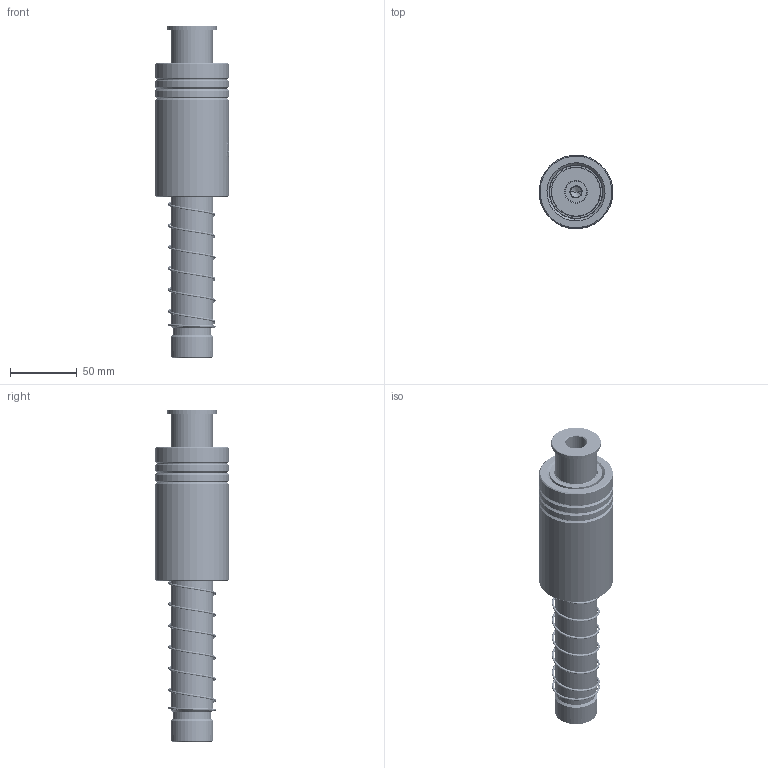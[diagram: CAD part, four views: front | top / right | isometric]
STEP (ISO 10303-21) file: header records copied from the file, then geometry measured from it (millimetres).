
FILE_DESCRIPTION (( 'STEP AP214' ), '1' );
FILE_NAME ('EKSH EKJH-D32-L220(BL-100).STEP', '2021-09-24T09:27:32', ( '' ), ( '' ), 'SwSTEP 2.0', 'SolidWorks 2016', '' );
FILE_SCHEMA (( 'AUTOMOTIVE_DESIGN' ));
Length unit declared in the file: millimetre
Products named in the file (365): BALL-D4; GTK-D37-d31; BSH-39.5-32.5-L90; EKSH EKJH-D32-L220(BL-100); BSH-D39.5-32.5-L90郪蚾; TBB-D55-d40-L100; HWP-D35.7-d32.5-L100; MGK-D32-L220
Assembly tree (359 placements, depth 3):
  BALL-D4
  BALL-D4
  BALL-D4
  BALL-D4
  BALL-D4
Bounding box: 54.98 x 54.95 x 248 mm (x, y, z)
Volume: 336084 mm3; surface area: 119156 mm2
Topology: 355 solids, 355 shells, 1533 faces, 6689 edges, 4443 vertices
Faces by surface type: sphere 1400, cone 42, cylinder 38, plane 21, torus 18, bspline 14
Entity records: 71233 total; most frequent: CARTESIAN_POINT 42966, ORIENTED_EDGE 4964, DIRECTION 4192, EDGE_CURVE 2482, AXIS2_PLACEMENT_3D 2034, VERTEX_POINT 1631, B_SPLINE_CURVE_WITH_KNOTS 1513, EDGE_LOOP 1513
